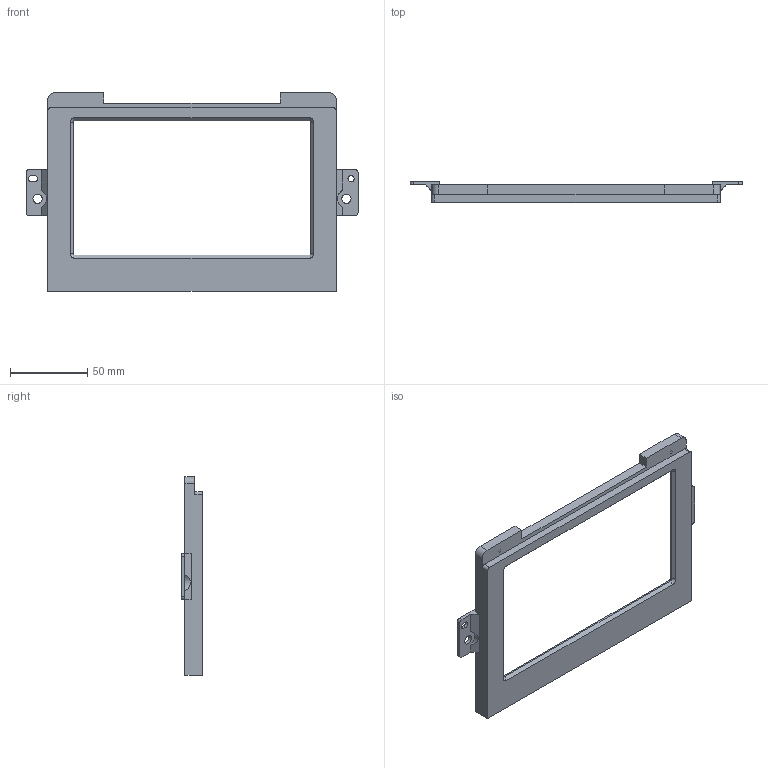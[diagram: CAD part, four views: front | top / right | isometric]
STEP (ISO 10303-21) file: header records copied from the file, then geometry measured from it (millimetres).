
FILE_DESCRIPTION(/* description */ (''),/* implementation_level */ '2;1');
FILE_NAME(/* name */ 'headunit.step',/* time_stamp */ '2022-02-22T10:38:43+01:00',/* author */ (''),/* organization */ (''),/* preprocessor_version */ 'ST-DEVELOPER v18.1',/* originating_system */ 'Autodesk Translation Framework v10.13.0.1454',/* authorisation */ '');
FILE_SCHEMA (('AUTOMOTIVE_DESIGN { 1 0 10303 214 3 1 1 }'));
Length unit declared in the file: millimetre
Products named in the file (1): Car headunit
Bounding box: 215 x 13.55 x 128.75 mm (x, y, z)
Volume: 48631.9 mm3; surface area: 35371.8 mm2
Topology: 1 solids, 1 shells, 85 faces, 217 edges, 142 vertices
Faces by surface type: plane 54, cylinder 27, cone 4
Full cylindrical faces by diameter (mm): 2 x4, 4 x1, 6 x2, 8 x4
Entity records: 2723 total; most frequent: DIRECTION 447, CARTESIAN_POINT 445, ORIENTED_EDGE 434, EDGE_CURVE 217, LINE 159, VECTOR 159, AXIS2_PLACEMENT_3D 144, VERTEX_POINT 142
